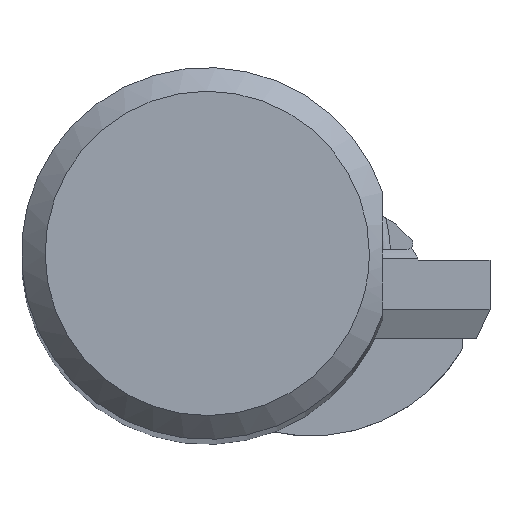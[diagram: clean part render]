
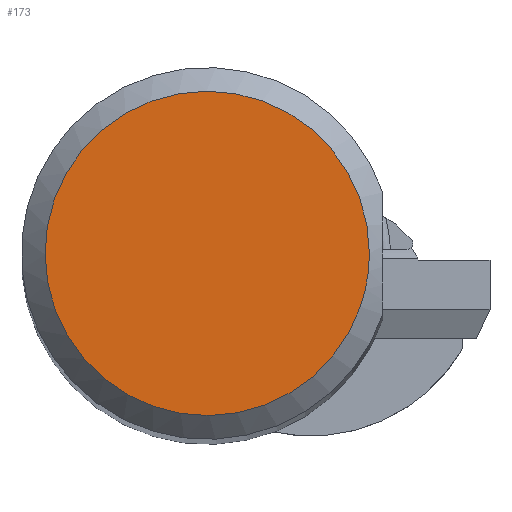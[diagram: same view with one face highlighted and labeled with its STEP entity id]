
A CAD part, top view. The second image highlights one B-rep face of the part: STEP entity #173.
In plain terms, the highlighted planar face has unit normal (0, 0, 1).
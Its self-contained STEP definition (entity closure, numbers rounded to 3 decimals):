
#110=PLANE('',#1175);
#173=ADVANCED_FACE('',(#241),#110,.F.);
#241=FACE_OUTER_BOUND('',#297,.T.);
#297=EDGE_LOOP('',(#599));
#328=CIRCLE('',#1174,8.306);
#599=ORIENTED_EDGE('',*,*,#854,.T.);
#712=VERTEX_POINT('',#1841);
#854=EDGE_CURVE('',#712,#712,#328,.T.);
#1174=AXIS2_PLACEMENT_3D('',#1840,#1454,#1455);
#1175=AXIS2_PLACEMENT_3D('',#1842,#1456,#1457);
#1454=DIRECTION('',(0.,0.,1.));
#1455=DIRECTION('',(1.,0.,0.));
#1456=DIRECTION('',(0.,0.,-1.));
#1457=DIRECTION('',(-1.,0.,0.));
#1840=CARTESIAN_POINT('',(0.,0.,157.4));
#1841=CARTESIAN_POINT('',(8.306,0.,157.4));
#1842=CARTESIAN_POINT('',(8.306,0.,157.4));
